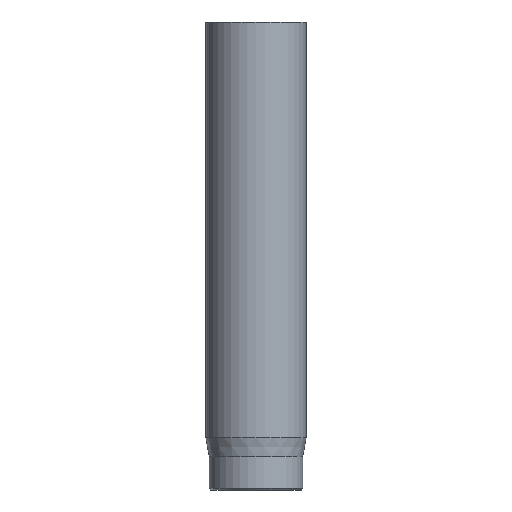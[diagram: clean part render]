
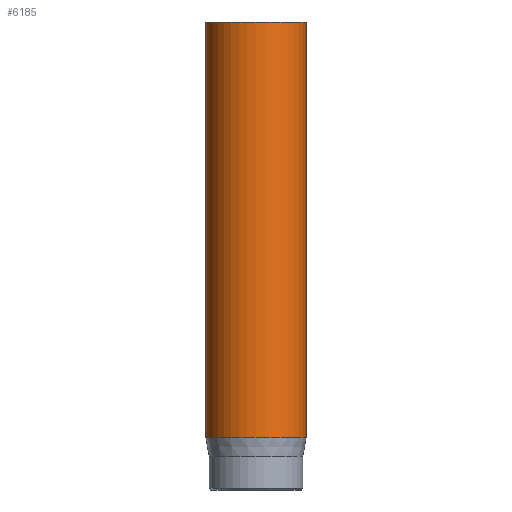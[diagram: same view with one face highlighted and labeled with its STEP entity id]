
A CAD part, front view. The second image highlights one B-rep face of the part: STEP entity #6185.
In plain terms, the highlighted cylindrical face has radius 1.5 mm (diameter 3 mm), a full revolution.
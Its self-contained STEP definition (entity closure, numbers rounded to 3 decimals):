
#42=CYLINDRICAL_SURFACE('',#6416,1.5);
#45=CIRCLE('',#6386,1.5);
#59=CIRCLE('',#6414,1.5);
#60=CIRCLE('',#6415,1.5);
#497=FACE_OUTER_BOUND('',#860,.T.);
#860=EDGE_LOOP('',(#5391,#5392,#5393,#5394,#5395));
#1321=LINE('',#11251,#1802);
#1802=VECTOR('',#7098,1.5);
#2804=VERTEX_POINT('',#11196);
#2818=VERTEX_POINT('',#11245);
#2819=VERTEX_POINT('',#11246);
#3671=EDGE_CURVE('',#2804,#2804,#45,.T.);
#3692=EDGE_CURVE('',#2818,#2819,#59,.T.);
#3693=EDGE_CURVE('',#2819,#2818,#60,.T.);
#3695=EDGE_CURVE('',#2804,#2818,#1321,.T.);
#5391=ORIENTED_EDGE('',*,*,#3671,.T.);
#5392=ORIENTED_EDGE('',*,*,#3695,.T.);
#5393=ORIENTED_EDGE('',*,*,#3692,.T.);
#5394=ORIENTED_EDGE('',*,*,#3693,.T.);
#5395=ORIENTED_EDGE('',*,*,#3695,.F.);
#6185=ADVANCED_FACE('',(#497),#42,.T.);
#6386=AXIS2_PLACEMENT_3D('',#11197,#7028,#7029);
#6414=AXIS2_PLACEMENT_3D('',#11247,#7091,#7092);
#6415=AXIS2_PLACEMENT_3D('',#11248,#7093,#7094);
#6416=AXIS2_PLACEMENT_3D('',#11250,#7096,#7097);
#7028=DIRECTION('center_axis',(0.,0.,-1.));
#7029=DIRECTION('ref_axis',(-1.,0.,0.));
#7091=DIRECTION('center_axis',(0.,0.,1.));
#7092=DIRECTION('ref_axis',(-1.,0.,0.));
#7093=DIRECTION('center_axis',(0.,0.,1.));
#7094=DIRECTION('ref_axis',(-1.,0.,0.));
#7096=DIRECTION('center_axis',(0.,0.,1.));
#7097=DIRECTION('ref_axis',(-1.,0.,0.));
#7098=DIRECTION('',(0.,0.,-1.));
#11196=CARTESIAN_POINT('',(1.5,0.,14.));
#11197=CARTESIAN_POINT('Origin',(0.,0.,14.));
#11245=CARTESIAN_POINT('',(1.5,0.,1.567));
#11246=CARTESIAN_POINT('',(-1.5,0.,1.567));
#11247=CARTESIAN_POINT('Origin',(0.,0.,1.567));
#11248=CARTESIAN_POINT('Origin',(0.,0.,1.567));
#11250=CARTESIAN_POINT('Origin',(0.,0.,0.));
#11251=CARTESIAN_POINT('',(1.5,0.,0.));
